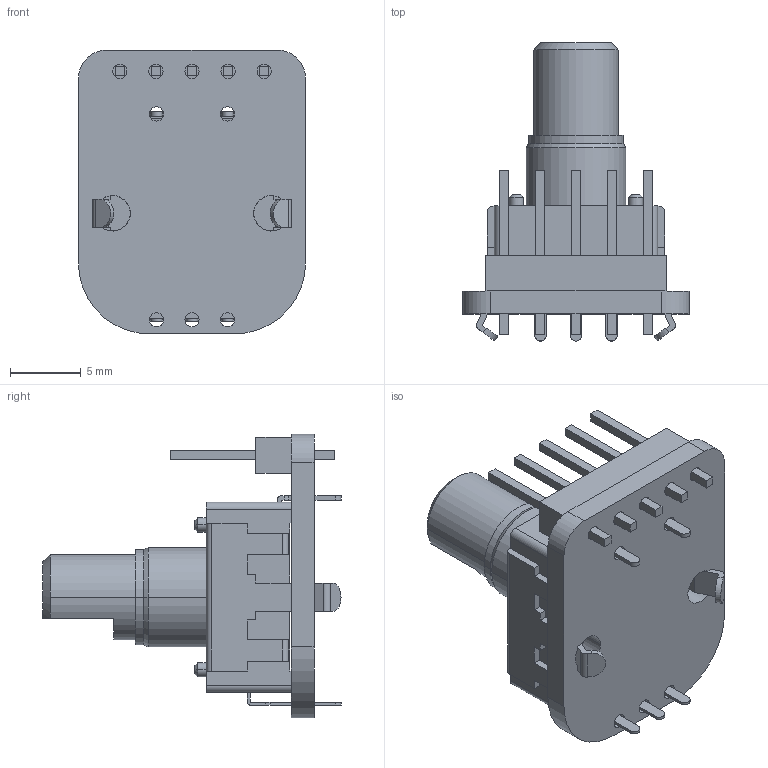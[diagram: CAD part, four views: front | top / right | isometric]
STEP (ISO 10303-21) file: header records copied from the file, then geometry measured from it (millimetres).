
FILE_DESCRIPTION((''),'2;1');
FILE_NAME('TTSB','2023-03-21T11:44:04',('DylanThrush'),('AGILITY ROBOTICS'),'CREO PARAMETRIC BY PTC INC, 2022284','CREO PARAMETRIC BY PTC INC, 2022284','');
FILE_SCHEMA(('AUTOMOTIVE_DESIGN { 1 0 10303 214 1 1 1 1 }'));
Length unit declared in the file: millimetre
Products named in the file (1): TTSB
Bounding box: 16 x 21 x 20 mm (x, y, z)
Volume: 1875.4 mm3; surface area: 1919.7 mm2
Topology: 1 solids, 1 shells, 285 faces, 784 edges, 518 vertices
Faces by surface type: plane 208, cylinder 66, cone 11
Entity records: 11521 total; most frequent: CARTESIAN_POINT 1611, ORIENTED_EDGE 1568, DIRECTION 1501, PRESENTATION_STYLE_ASSIGNMENT 785, STYLED_ITEM 785, CURVE_STYLE 784, EDGE_CURVE 784, VECTOR 625
